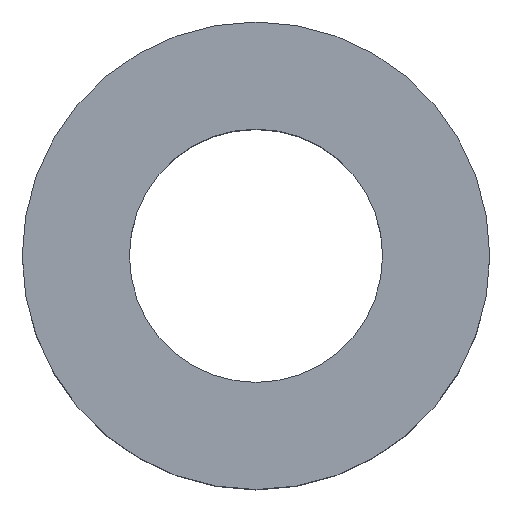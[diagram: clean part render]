
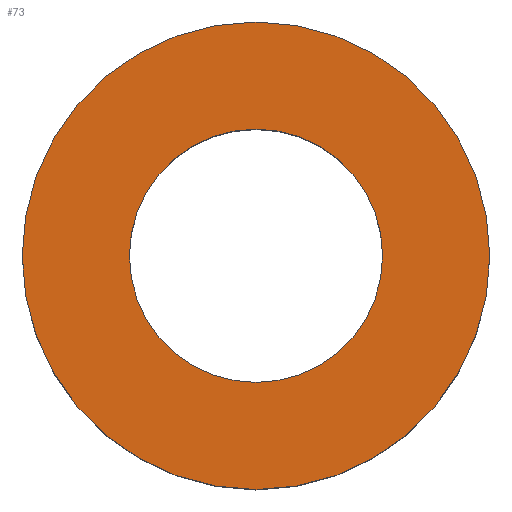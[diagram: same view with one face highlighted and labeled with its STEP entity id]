
A CAD part, top view. The second image highlights one B-rep face of the part: STEP entity #73.
In plain terms, the highlighted planar face has unit normal (0, 0, 1).
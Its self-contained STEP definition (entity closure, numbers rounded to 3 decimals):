
#15=FACE_BOUND('',#26,.T.);
#17=PLANE('',#103);
#21=FACE_OUTER_BOUND('',#25,.T.);
#25=EDGE_LOOP('',(#63,#64));
#26=EDGE_LOOP('',(#65));
#33=CIRCLE('',#96,1.625);
#35=CIRCLE('',#99,3.);
#36=CIRCLE('',#100,3.);
#39=VERTEX_POINT('',#131);
#41=VERTEX_POINT('',#137);
#42=VERTEX_POINT('',#138);
#45=EDGE_CURVE('',#39,#39,#33,.T.);
#48=EDGE_CURVE('',#41,#42,#35,.T.);
#49=EDGE_CURVE('',#42,#41,#36,.T.);
#63=ORIENTED_EDGE('',*,*,#48,.T.);
#64=ORIENTED_EDGE('',*,*,#49,.T.);
#65=ORIENTED_EDGE('',*,*,#45,.T.);
#73=ADVANCED_FACE('',(#21,#15),#17,.T.);
#96=AXIS2_PLACEMENT_3D('',#132,#109,#110);
#99=AXIS2_PLACEMENT_3D('',#139,#116,#117);
#100=AXIS2_PLACEMENT_3D('',#140,#118,#119);
#103=AXIS2_PLACEMENT_3D('',#146,#125,#126);
#109=DIRECTION('center_axis',(0.,0.,-1.));
#110=DIRECTION('ref_axis',(-1.,0.,0.));
#116=DIRECTION('center_axis',(0.,0.,1.));
#117=DIRECTION('ref_axis',(1.,0.,0.));
#118=DIRECTION('center_axis',(0.,0.,1.));
#119=DIRECTION('ref_axis',(1.,0.,0.));
#125=DIRECTION('center_axis',(0.,0.,1.));
#126=DIRECTION('ref_axis',(1.,0.,0.));
#131=CARTESIAN_POINT('',(1.625,0.,3.));
#132=CARTESIAN_POINT('Origin',(0.,0.,3.));
#137=CARTESIAN_POINT('',(3.,0.,3.));
#138=CARTESIAN_POINT('',(-3.,0.,3.));
#139=CARTESIAN_POINT('Origin',(0.,0.,3.));
#140=CARTESIAN_POINT('Origin',(0.,0.,3.));
#146=CARTESIAN_POINT('Origin',(0.,0.,3.));
